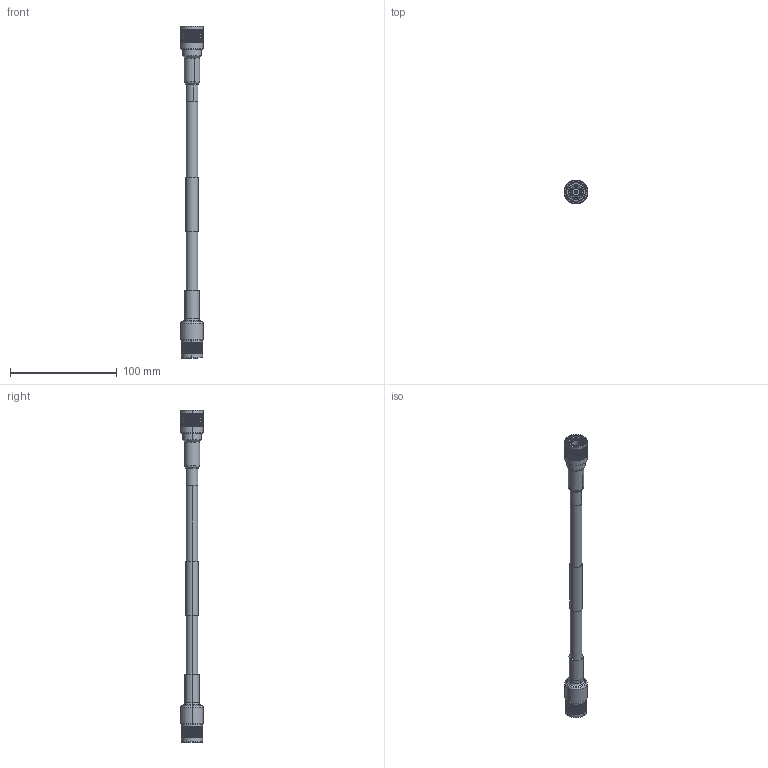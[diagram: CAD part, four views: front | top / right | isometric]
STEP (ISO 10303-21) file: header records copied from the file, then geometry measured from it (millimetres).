
FILE_DESCRIPTION (( 'STEP AP214' ), '1' );
FILE_NAME ('FMCA3226_3D.step', '2023-05-10T07:30:02', ( '' ), ( '' ), 'SwSTEP 2.0', 'SolidWorks 2022', '' );
FILE_SCHEMA (( 'AUTOMOTIVE_DESIGN' ));
Length unit declared in the file: inch
Products named in the file (6): RG214-BULK; FMCA3226_3D; PE4474-FMCN1092; Copy of HeatShrink_FMCN1092^FMCA3226; Copy of HeatShrink_SC9104^FMCA3226; SC9104
Assembly tree (5 placements, depth 2):
  FMCA3226_3D
    RG214-BULK
    Copy of HeatShrink_SC9104^FMCA3226
    SC9104
    Copy of HeatShrink_FMCN1092^FMCA3226
    PE4474-FMCN1092
Bounding box: 22 x 22 x 311 mm (x, y, z)
Volume: 51902.8 mm3; surface area: 26626.8 mm2
Topology: 7 solids, 7 shells, 5084 faces, 10736 edges, 5684 vertices
Faces by surface type: bspline 3894, cylinder 1038, plane 81, cone 61, torus 10
Entity records: 205400 total; most frequent: CARTESIAN_POINT 138329, ORIENTED_EDGE 21468, EDGE_CURVE 10734, VERTEX_POINT 5684, EDGE_LOOP 5108, ADVANCED_FACE 5084, FACE_OUTER_BOUND 5084, B_SPLINE_CURVE_WITH_KNOTS 4577
